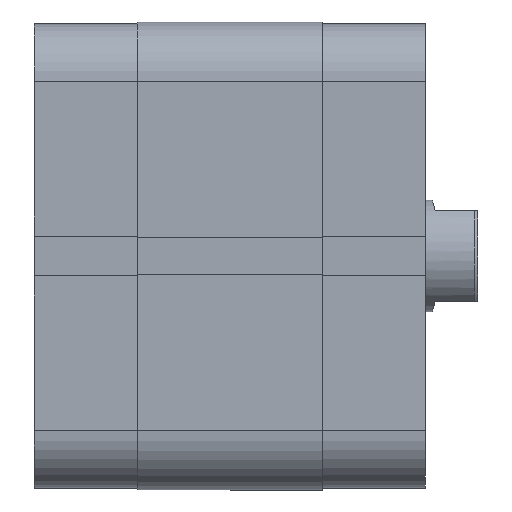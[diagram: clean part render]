
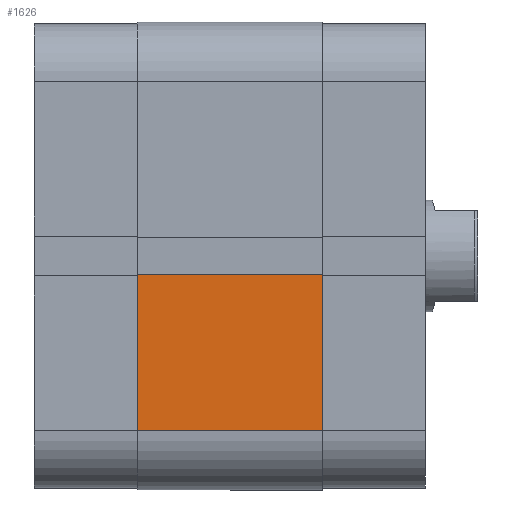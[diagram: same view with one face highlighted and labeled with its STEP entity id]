
A CAD part, front view. The second image highlights one B-rep face of the part: STEP entity #1626.
In plain terms, the highlighted planar face has unit normal (0, -1, 0).
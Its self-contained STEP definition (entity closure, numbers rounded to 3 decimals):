
#112 = DIRECTION ( 'NONE',  ( 0., 0., 1. ) ) ;
#113 = DIRECTION ( 'NONE',  ( 0., 1., 0. ) ) ;
#118 = CARTESIAN_POINT ( 'NONE',  ( 0., -33.5, 26.5 ) ) ;
#121 = PLANE ( 'NONE',  #6296 ) ;
#624 = CARTESIAN_POINT ( 'NONE',  ( -25., -33.5, 26.5 ) ) ;
#626 = CARTESIAN_POINT ( 'NONE',  ( -2.6, -33.5, 26.5 ) ) ;
#628 = CARTESIAN_POINT ( 'NONE',  ( -25., -33.5, 0. ) ) ;
#688 = CARTESIAN_POINT ( 'NONE',  ( -2.6, -33.5, 0. ) ) ;
#784 = VERTEX_POINT ( 'NONE', #688 ) ;
#845 = VERTEX_POINT ( 'NONE', #628 ) ;
#847 = VERTEX_POINT ( 'NONE', #626 ) ;
#849 = VERTEX_POINT ( 'NONE', #624 ) ;
#1281 = EDGE_LOOP ( 'NONE', ( #5556, #5555, #5554, #5553 ) ) ;
#1626 = ADVANCED_FACE ( 'NONE', ( #5819 ), #121, .F. ) ;
#2289 = EDGE_CURVE ( 'NONE', #845, #784, #4034, .T. ) ;
#2312 = EDGE_CURVE ( 'NONE', #849, #845, #4066, .T. ) ;
#2358 = EDGE_CURVE ( 'NONE', #847, #784, #4140, .T. ) ;
#2381 = EDGE_CURVE ( 'NONE', #849, #847, #4176, .T. ) ;
#3188 = CARTESIAN_POINT ( 'NONE',  ( 0., -33.5, 0. ) ) ;
#3189 = DIRECTION ( 'NONE',  ( 1., 0., 0. ) ) ;
#3242 = CARTESIAN_POINT ( 'NONE',  ( -25., -33.5, 26.5 ) ) ;
#3244 = DIRECTION ( 'NONE',  ( 0., 0., -1. ) ) ;
#3361 = CARTESIAN_POINT ( 'NONE',  ( -2.6, -33.5, 26.5 ) ) ;
#3362 = DIRECTION ( 'NONE',  ( 0., 0., -1. ) ) ;
#3393 = CARTESIAN_POINT ( 'NONE',  ( 0., -33.5, 26.5 ) ) ;
#3412 = DIRECTION ( 'NONE',  ( 1., 0., 0. ) ) ;
#4034 = LINE ( 'NONE', #3188, #4035 ) ;
#4035 = VECTOR ( 'NONE', #3189, 1000. ) ;
#4066 = LINE ( 'NONE', #3242, #4071 ) ;
#4071 = VECTOR ( 'NONE', #3244, 1000. ) ;
#4140 = LINE ( 'NONE', #3361, #4141 ) ;
#4141 = VECTOR ( 'NONE', #3362, 1000. ) ;
#4176 = LINE ( 'NONE', #3393, #4182 ) ;
#4182 = VECTOR ( 'NONE', #3412, 1000. ) ;
#5553 = ORIENTED_EDGE ( 'NONE', *, *, #2312, .T. ) ;
#5554 = ORIENTED_EDGE ( 'NONE', *, *, #2381, .F. ) ;
#5555 = ORIENTED_EDGE ( 'NONE', *, *, #2358, .F. ) ;
#5556 = ORIENTED_EDGE ( 'NONE', *, *, #2289, .T. ) ;
#5819 = FACE_OUTER_BOUND ( 'NONE', #1281, .T. ) ;
#6296 = AXIS2_PLACEMENT_3D ( 'NONE', #118, #113, #112 ) ;
